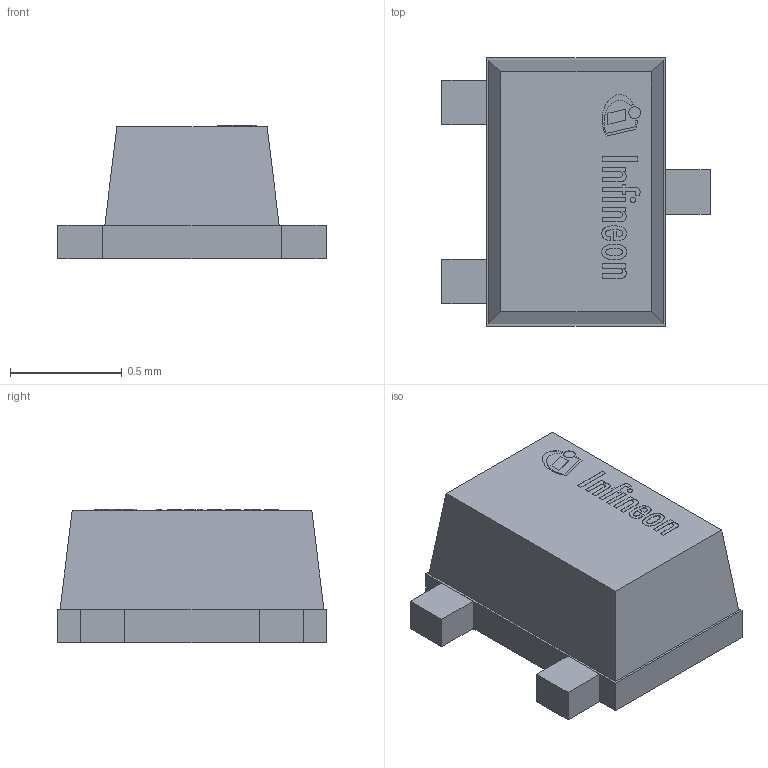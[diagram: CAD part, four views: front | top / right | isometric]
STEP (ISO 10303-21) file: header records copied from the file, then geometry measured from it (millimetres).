
FILE_DESCRIPTION(/* description */ (''),/* implementation_level */ '2;1');
FILE_NAME(/* name */ 'PG-TSFP-3-1_C66365-A0008-C030-05-0006.stp',/* time_stamp */ '2018-09-06T14:36:15+05:00',/* author */ ('jamwalka'),/* organization */ (''),/* preprocessor_version */ 'ST-DEVELOPER v16.13',/* originating_system */ 'AutoCAD Mechanical',/* authorisation */ '');
FILE_SCHEMA (('AUTOMOTIVE_DESIGN { 1 0 10303 214 3 1 1 }'));
Length unit declared in the file: millimetre
Products named in the file (1): Product
Bounding box: 1.2 x 1.2 x 0.6 mm (x, y, z)
Volume: 0.5 mm3; surface area: 6.5 mm2
Topology: 17 solids, 17 shells, 233 faces, 597 edges, 398 vertices
Faces by surface type: plane 117, cylinder 116
Full cylindrical faces by diameter (mm): 0.025 x1, 0.052 x1
Entity records: 7164 total; most frequent: DIRECTION 1295, CARTESIAN_POINT 1227, ORIENTED_EDGE 1190, EDGE_CURVE 595, AXIS2_PLACEMENT_3D 466, VERTEX_POINT 398, LINE 363, VECTOR 363
